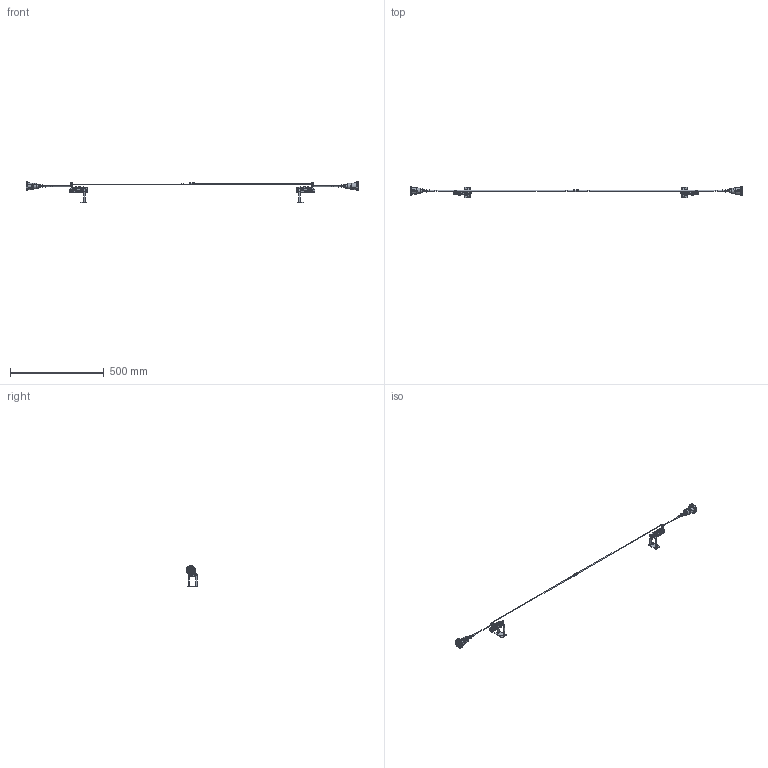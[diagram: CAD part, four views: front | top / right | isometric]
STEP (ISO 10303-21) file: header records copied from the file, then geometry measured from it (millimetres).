
FILE_DESCRIPTION(/* description */ (''),/* implementation_level */ '2;1');
FILE_NAME(/* name */ 'DXPB260-U_simplify.stp',/* time_stamp */ '2025-11-20T09:55:13-05:00',/* author */ ('tmohan'),/* organization */ ('Eberhard Manufacturing Company'),/* preprocessor_version */ 'ST-DEVELOPER v20',/* originating_system */ 'Autodesk Inventor 2024',/* authorisation */ '');
FILE_SCHEMA (('CONFIG_CONTROL_DESIGN'));
Length unit declared in the file: inch
Products named in the file (1): DXPB260-U_simplify
Bounding box: 1771.04 x 63.56 x 113.33 mm (x, y, z)
Volume: 194520.9 mm3; surface area: 182962.1 mm2
Topology: 109 solids, 109 shells, 4868 faces, 13024 edges, 8579 vertices
Faces by surface type: plane 2576, cylinder 1258, bspline 636, cone 258, torus 124, sphere 16
Full cylindrical faces by diameter (mm): 1.092 x4, 1.524 x2, 1.6 x10, 1.778 x6, 2.007 x2, 2.362 x2, 2.5 x2, 2.54 x2, 2.667 x2, 3.175 x4, 3.302 x4, 3.5 x2, 3.962 x8, 4.039 x6, 4.06 x2, 4.28 x4, 4.75 x2, 4.826 x2, 5.105 x4, 5.588 x2, 6.35 x2, 6.858 x8, 7.925 x4, 7.95 x10, 8.128 x6, 8.255 x2, 9.703 x4, 9.906 x4, 10.719 x4, 10.922 x6
Entity records: 204373 total; most frequent: CARTESIAN_POINT 82166, ORIENTED_EDGE 26012, DIRECTION 22162, EDGE_CURVE 13006, VERTEX_POINT 8576, LINE 7436, VECTOR 7436, AXIS2_PLACEMENT_3D 7363
